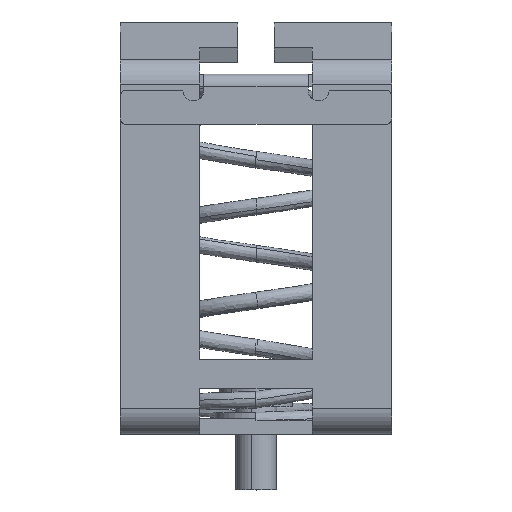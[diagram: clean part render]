
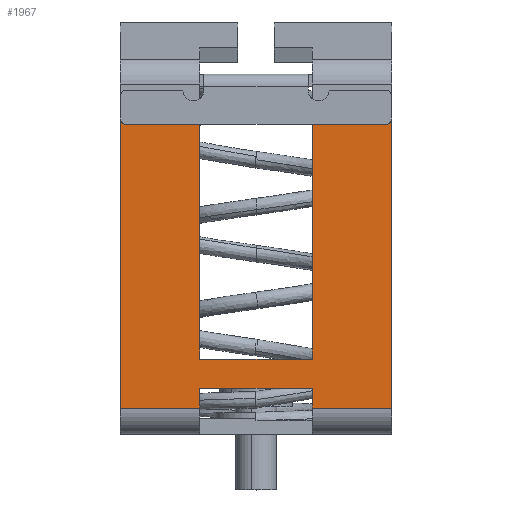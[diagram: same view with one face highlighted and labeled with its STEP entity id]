
A CAD part, left-side view. The second image highlights one B-rep face of the part: STEP entity #1967.
In plain terms, the highlighted planar face has unit normal (-1, 0, 0).
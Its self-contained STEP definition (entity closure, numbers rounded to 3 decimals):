
#1882=AXIS2_PLACEMENT_3D('Plane Axis2P3D',#1879,#1880,#1881) ;
#1926=AXIS2_PLACEMENT_3D('Circle Axis2P3D',#1924,#1925,$) ;
#1941=AXIS2_PLACEMENT_3D('Circle Axis2P3D',#1939,#1940,$) ;
#1151=CARTESIAN_POINT('Vertex',(1.2,7.6,12.55)) ;
#1154=CARTESIAN_POINT('Line Origine',(1.2,7.6,23.8)) ;
#1158=CARTESIAN_POINT('Vertex',(1.2,7.6,35.05)) ;
#1191=CARTESIAN_POINT('Vertex',(1.2,18.4,12.55)) ;
#1194=CARTESIAN_POINT('Line Origine',(1.2,13.,12.55)) ;
#1222=CARTESIAN_POINT('Vertex',(1.2,18.4,35.05)) ;
#1225=CARTESIAN_POINT('Line Origine',(1.2,18.4,23.8)) ;
#1248=CARTESIAN_POINT('Vertex',(1.2,18.4,9.75)) ;
#1251=CARTESIAN_POINT('Line Origine',(1.2,18.4,8.8)) ;
#1255=CARTESIAN_POINT('Vertex',(1.2,18.4,7.85)) ;
#1279=CARTESIAN_POINT('Vertex',(1.2,7.6,9.75)) ;
#1282=CARTESIAN_POINT('Line Origine',(1.2,13.,9.75)) ;
#1303=CARTESIAN_POINT('Vertex',(1.2,7.6,7.85)) ;
#1306=CARTESIAN_POINT('Line Origine',(1.2,7.6,8.8)) ;
#1355=CARTESIAN_POINT('Vertex',(1.2,0.,35.55)) ;
#1358=CARTESIAN_POINT('Line Origine',(1.2,0.,21.7)) ;
#1362=CARTESIAN_POINT('Vertex',(1.2,0.,7.85)) ;
#1390=CARTESIAN_POINT('Vertex',(1.2,26.,7.85)) ;
#1393=CARTESIAN_POINT('Line Origine',(1.2,26.,21.7)) ;
#1397=CARTESIAN_POINT('Vertex',(1.2,26.,35.55)) ;
#1879=CARTESIAN_POINT('Axis2P3D Location',(1.2,13.,6.85)) ;
#1917=CARTESIAN_POINT('Line Origine',(1.2,21.95,35.05)) ;
#1921=CARTESIAN_POINT('Vertex',(1.2,25.5,35.05)) ;
#1924=CARTESIAN_POINT('Axis2P3D Location',(1.2,25.5,35.55)) ;
#1929=CARTESIAN_POINT('Line Origine',(1.2,22.2,7.85)) ;
#1934=CARTESIAN_POINT('Line Origine',(1.2,3.8,7.85)) ;
#1939=CARTESIAN_POINT('Axis2P3D Location',(1.2,0.5,35.55)) ;
#1943=CARTESIAN_POINT('Vertex',(1.2,0.5,35.05)) ;
#1946=CARTESIAN_POINT('Line Origine',(1.2,4.05,35.05)) ;
#1155=DIRECTION('Vector Direction',(0.,0.,1.)) ;
#1195=DIRECTION('Vector Direction',(0.,1.,0.)) ;
#1226=DIRECTION('Vector Direction',(0.,0.,1.)) ;
#1252=DIRECTION('Vector Direction',(0.,0.,-1.)) ;
#1283=DIRECTION('Vector Direction',(0.,1.,0.)) ;
#1307=DIRECTION('Vector Direction',(0.,0.,-1.)) ;
#1359=DIRECTION('Vector Direction',(0.,0.,-1.)) ;
#1394=DIRECTION('Vector Direction',(0.,0.,-1.)) ;
#1880=DIRECTION('Axis2P3D Direction',(-1.,0.,0.)) ;
#1881=DIRECTION('Axis2P3D XDirection',(0.,-1.,0.)) ;
#1918=DIRECTION('Vector Direction',(0.,-1.,0.)) ;
#1925=DIRECTION('Axis2P3D Direction',(-1.,0.,0.)) ;
#1930=DIRECTION('Vector Direction',(0.,-1.,0.)) ;
#1935=DIRECTION('Vector Direction',(0.,-1.,0.)) ;
#1940=DIRECTION('Axis2P3D Direction',(-1.,0.,0.)) ;
#1947=DIRECTION('Vector Direction',(0.,-1.,0.)) ;
#1156=VECTOR('Line Direction',#1155,1.) ;
#1196=VECTOR('Line Direction',#1195,1.) ;
#1227=VECTOR('Line Direction',#1226,1.) ;
#1253=VECTOR('Line Direction',#1252,1.) ;
#1284=VECTOR('Line Direction',#1283,1.) ;
#1308=VECTOR('Line Direction',#1307,1.) ;
#1360=VECTOR('Line Direction',#1359,1.) ;
#1395=VECTOR('Line Direction',#1394,1.) ;
#1919=VECTOR('Line Direction',#1918,1.) ;
#1931=VECTOR('Line Direction',#1930,1.) ;
#1936=VECTOR('Line Direction',#1935,1.) ;
#1948=VECTOR('Line Direction',#1947,1.) ;
#1952=ORIENTED_EDGE('',*,*,#1160,.F.) ;
#1953=ORIENTED_EDGE('',*,*,#1198,.T.) ;
#1954=ORIENTED_EDGE('',*,*,#1229,.T.) ;
#1955=ORIENTED_EDGE('',*,*,#1923,.T.) ;
#1956=ORIENTED_EDGE('',*,*,#1928,.F.) ;
#1957=ORIENTED_EDGE('',*,*,#1399,.T.) ;
#1958=ORIENTED_EDGE('',*,*,#1933,.T.) ;
#1959=ORIENTED_EDGE('',*,*,#1257,.F.) ;
#1960=ORIENTED_EDGE('',*,*,#1286,.F.) ;
#1961=ORIENTED_EDGE('',*,*,#1310,.T.) ;
#1962=ORIENTED_EDGE('',*,*,#1938,.T.) ;
#1963=ORIENTED_EDGE('',*,*,#1364,.F.) ;
#1964=ORIENTED_EDGE('',*,*,#1945,.F.) ;
#1965=ORIENTED_EDGE('',*,*,#1950,.T.) ;
#1967=ADVANCED_FACE('',(#1966),#1883,.T.) ;
#1927=CIRCLE('generated circle',#1926,0.5) ;
#1942=CIRCLE('generated circle',#1941,0.5) ;
#1160=EDGE_CURVE('',#1152,#1159,#1157,.T.) ;
#1198=EDGE_CURVE('',#1152,#1192,#1197,.T.) ;
#1229=EDGE_CURVE('',#1192,#1223,#1228,.T.) ;
#1257=EDGE_CURVE('',#1249,#1256,#1254,.T.) ;
#1286=EDGE_CURVE('',#1280,#1249,#1285,.T.) ;
#1310=EDGE_CURVE('',#1280,#1304,#1309,.T.) ;
#1364=EDGE_CURVE('',#1356,#1363,#1361,.T.) ;
#1399=EDGE_CURVE('',#1398,#1391,#1396,.T.) ;
#1923=EDGE_CURVE('',#1223,#1922,#1920,.F.) ;
#1928=EDGE_CURVE('',#1398,#1922,#1927,.T.) ;
#1933=EDGE_CURVE('',#1391,#1256,#1932,.T.) ;
#1938=EDGE_CURVE('',#1304,#1363,#1937,.T.) ;
#1945=EDGE_CURVE('',#1944,#1356,#1942,.T.) ;
#1950=EDGE_CURVE('',#1944,#1159,#1949,.F.) ;
#1951=EDGE_LOOP('',(#1952,#1953,#1954,#1955,#1956,#1957,#1958,#1959,#1960,#1961,#1962,#1963,#1964,#1965)) ;
#1966=FACE_OUTER_BOUND('',#1951,.T.) ;
#1157=LINE('Line',#1154,#1156) ;
#1197=LINE('Line',#1194,#1196) ;
#1228=LINE('Line',#1225,#1227) ;
#1254=LINE('Line',#1251,#1253) ;
#1285=LINE('Line',#1282,#1284) ;
#1309=LINE('Line',#1306,#1308) ;
#1361=LINE('Line',#1358,#1360) ;
#1396=LINE('Line',#1393,#1395) ;
#1920=LINE('Line',#1917,#1919) ;
#1932=LINE('Line',#1929,#1931) ;
#1937=LINE('Line',#1934,#1936) ;
#1949=LINE('Line',#1946,#1948) ;
#1883=PLANE('',#1882) ;
#1152=VERTEX_POINT('',#1151) ;
#1159=VERTEX_POINT('',#1158) ;
#1192=VERTEX_POINT('',#1191) ;
#1223=VERTEX_POINT('',#1222) ;
#1249=VERTEX_POINT('',#1248) ;
#1256=VERTEX_POINT('',#1255) ;
#1280=VERTEX_POINT('',#1279) ;
#1304=VERTEX_POINT('',#1303) ;
#1356=VERTEX_POINT('',#1355) ;
#1363=VERTEX_POINT('',#1362) ;
#1391=VERTEX_POINT('',#1390) ;
#1398=VERTEX_POINT('',#1397) ;
#1922=VERTEX_POINT('',#1921) ;
#1944=VERTEX_POINT('',#1943) ;
